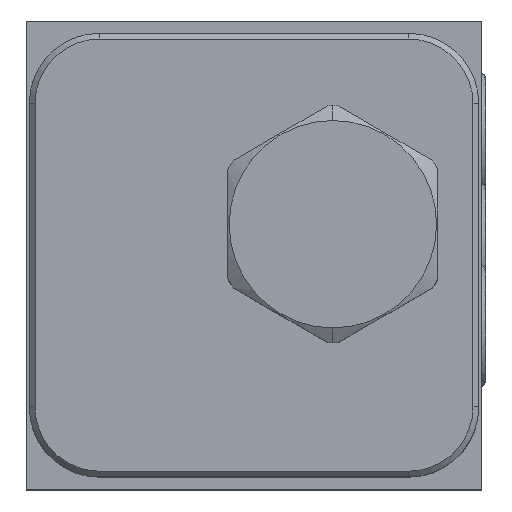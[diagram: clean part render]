
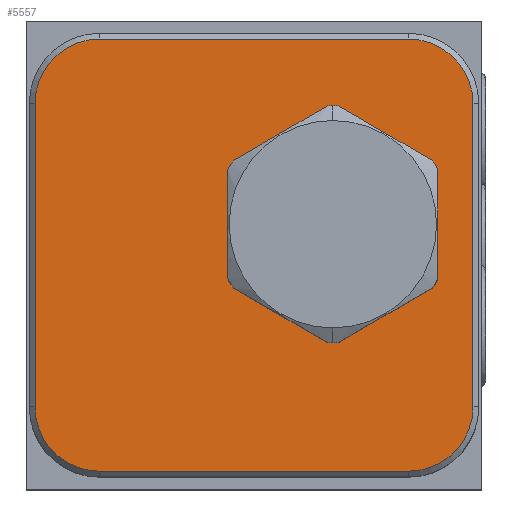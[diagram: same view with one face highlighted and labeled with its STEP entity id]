
A CAD part, top view. The second image highlights one B-rep face of the part: STEP entity #5557.
In plain terms, the highlighted planar face has unit normal (0, 0, 1).
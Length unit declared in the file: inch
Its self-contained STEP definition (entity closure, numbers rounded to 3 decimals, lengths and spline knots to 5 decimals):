
#2533=CARTESIAN_POINT('',(1.641,-1.085,5.094));
#2534=DIRECTION('',(0.,0.,-1.));
#2535=DIRECTION('',(-1.,0.,0.));
#2536=AXIS2_PLACEMENT_3D('',#2533,#2534,#2535);
#2538=CARTESIAN_POINT('',(1.641,-1.085,5.094));
#2539=DIRECTION('',(0.,0.,-1.));
#2540=DIRECTION('',(1.,0.,0.));
#2541=AXIS2_PLACEMENT_3D('',#2538,#2539,#2540);
#2543=CARTESIAN_POINT('',(2.047,-2.062,5.094));
#2544=DIRECTION('',(0.,0.,-1.));
#2545=DIRECTION('',(1.,0.,0.));
#2546=AXIS2_PLACEMENT_3D('',#2543,#2544,#2545);
#2557=DIRECTION('',(0.,-1.,0.));
#2558=VECTOR('',#2557,1.625);
#2559=CARTESIAN_POINT('',(2.391,-0.437,5.094));
#2560=LINE('',#2559,#2558);
#2569=CARTESIAN_POINT('',(2.047,-0.437,5.094));
#2570=DIRECTION('',(0.,0.,-1.));
#2571=DIRECTION('',(0.,1.,0.));
#2572=AXIS2_PLACEMENT_3D('',#2569,#2570,#2571);
#2583=DIRECTION('',(1.,0.,0.));
#2584=VECTOR('',#2583,1.656);
#2585=CARTESIAN_POINT('',(0.391,-0.093,5.094));
#2586=LINE('',#2585,#2584);
#2595=CARTESIAN_POINT('',(0.391,-0.437,5.094));
#2596=DIRECTION('',(0.,0.,-1.));
#2597=DIRECTION('',(-1.,0.,0.));
#2598=AXIS2_PLACEMENT_3D('',#2595,#2596,#2597);
#2609=DIRECTION('',(0.,1.,0.));
#2610=VECTOR('',#2609,1.625);
#2611=CARTESIAN_POINT('',(0.047,-2.062,5.094));
#2612=LINE('',#2611,#2610);
#2617=CARTESIAN_POINT('',(0.391,-2.062,5.094));
#2618=DIRECTION('',(0.,0.,-1.));
#2619=DIRECTION('',(0.,-1.,0.));
#2620=AXIS2_PLACEMENT_3D('',#2617,#2618,#2619);
#2635=DIRECTION('',(-1.,0.,0.));
#2636=VECTOR('',#2635,1.656);
#2637=CARTESIAN_POINT('',(2.047,-2.406,5.094));
#2638=LINE('',#2637,#2636);
#3972=CARTESIAN_POINT('',(1.101,-1.085,5.094));
#3973=CARTESIAN_POINT('',(2.181,-1.085,5.094));
#3974=VERTEX_POINT('',#3972);
#3975=VERTEX_POINT('',#3973);
#4034=CARTESIAN_POINT('',(0.047,-2.062,5.094));
#4035=CARTESIAN_POINT('',(0.047,-0.437,5.094));
#4036=VERTEX_POINT('',#4034);
#4037=VERTEX_POINT('',#4035);
#4042=CARTESIAN_POINT('',(0.391,-0.093,5.094));
#4043=VERTEX_POINT('',#4042);
#4046=CARTESIAN_POINT('',(2.047,-0.093,5.094));
#4047=VERTEX_POINT('',#4046);
#4050=CARTESIAN_POINT('',(2.391,-0.437,5.094));
#4051=VERTEX_POINT('',#4050);
#4054=CARTESIAN_POINT('',(2.391,-2.062,5.094));
#4055=VERTEX_POINT('',#4054);
#4058=CARTESIAN_POINT('',(2.047,-2.406,5.094));
#4059=VERTEX_POINT('',#4058);
#4062=CARTESIAN_POINT('',(0.391,-2.406,5.094));
#4063=VERTEX_POINT('',#4062);
#5529=CARTESIAN_POINT('',(0.,0.,5.094));
#5530=DIRECTION('',(0.,0.,1.));
#5531=DIRECTION('',(1.,0.,0.));
#5532=AXIS2_PLACEMENT_3D('',#5529,#5530,#5531);
#5533=PLANE('',#5532);
#5535=ORIENTED_EDGE('',*,*,#5534,.T.);
#5537=ORIENTED_EDGE('',*,*,#5536,.T.);
#5539=ORIENTED_EDGE('',*,*,#5538,.T.);
#5541=ORIENTED_EDGE('',*,*,#5540,.T.);
#5543=ORIENTED_EDGE('',*,*,#5542,.T.);
#5545=ORIENTED_EDGE('',*,*,#5544,.T.);
#5547=ORIENTED_EDGE('',*,*,#5546,.T.);
#5549=ORIENTED_EDGE('',*,*,#5548,.T.);
#5550=EDGE_LOOP('',(#5535,#5537,#5539,#5541,#5543,#5545,#5547,#5549));
#5551=FACE_OUTER_BOUND('',#5550,.F.);
#5553=ORIENTED_EDGE('',*,*,#5552,.F.);
#5554=ORIENTED_EDGE('',*,*,#5519,.F.);
#5555=EDGE_LOOP('',(#5553,#5554));
#5556=FACE_BOUND('',#5555,.F.);
#5557=ADVANCED_FACE('',(#5551,#5556),#5533,.T.);
#2537=CIRCLE('',#2536,0.54);
#2542=CIRCLE('',#2541,0.54);
#2547=CIRCLE('',#2546,0.344);
#2573=CIRCLE('',#2572,0.344);
#2599=CIRCLE('',#2598,0.344);
#2621=CIRCLE('',#2620,0.344);
#5519=EDGE_CURVE('',#3975,#3974,#2542,.T.);
#5534=EDGE_CURVE('',#4055,#4059,#2547,.T.);
#5536=EDGE_CURVE('',#4059,#4063,#2638,.T.);
#5538=EDGE_CURVE('',#4063,#4036,#2621,.T.);
#5540=EDGE_CURVE('',#4036,#4037,#2612,.T.);
#5542=EDGE_CURVE('',#4037,#4043,#2599,.T.);
#5544=EDGE_CURVE('',#4043,#4047,#2586,.T.);
#5546=EDGE_CURVE('',#4047,#4051,#2573,.T.);
#5548=EDGE_CURVE('',#4051,#4055,#2560,.T.);
#5552=EDGE_CURVE('',#3974,#3975,#2537,.T.);
